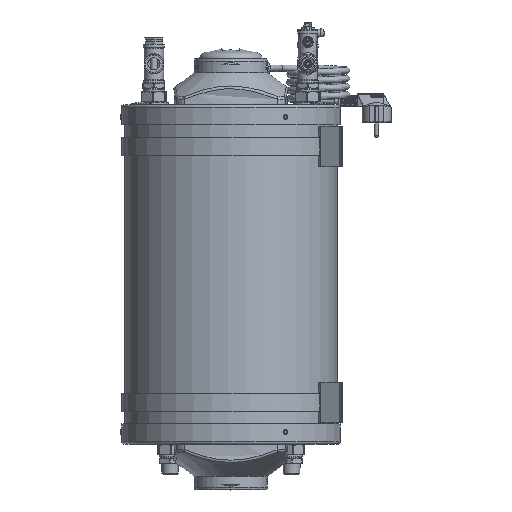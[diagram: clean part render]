
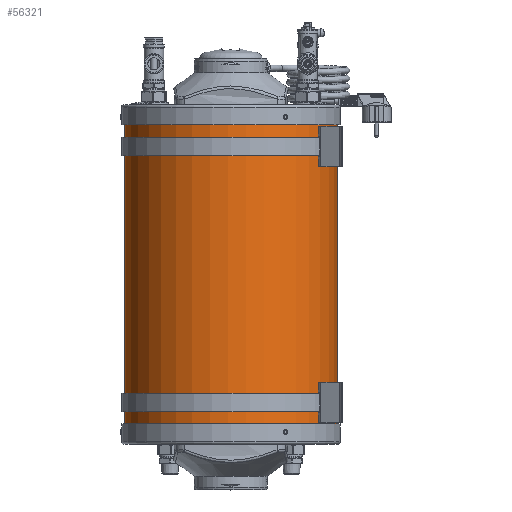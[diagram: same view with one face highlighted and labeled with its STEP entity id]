
A CAD part, left-side view. The second image highlights one B-rep face of the part: STEP entity #56321.
In plain terms, the highlighted cylindrical face has radius 131 mm (diameter 262 mm), a partial arc.
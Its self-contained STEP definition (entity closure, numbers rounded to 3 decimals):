
#3698=CYLINDRICAL_SURFACE('',#60205,131.);
#5022=FACE_OUTER_BOUND('',#8472,.T.);
#8472=EDGE_LOOP('',(#37975,#37976,#37977,#37978));
#12151=CIRCLE('',#60160,131.);
#12152=CIRCLE('',#60162,131.);
#14352=LINE('',#81039,#18843);
#14353=LINE('',#81041,#18844);
#18843=VECTOR('',#65967,1000.);
#18844=VECTOR('',#65970,1000.);
#23319=VERTEX_POINT('',#80913);
#23320=VERTEX_POINT('',#80917);
#23323=VERTEX_POINT('',#80925);
#23324=VERTEX_POINT('',#80929);
#28965=EDGE_CURVE('',#23323,#23319,#12151,.T.);
#28966=EDGE_CURVE('',#23324,#23320,#12152,.T.);
#29023=EDGE_CURVE('',#23323,#23324,#14352,.T.);
#29024=EDGE_CURVE('',#23319,#23320,#14353,.T.);
#37975=ORIENTED_EDGE('',*,*,#28966,.T.);
#37976=ORIENTED_EDGE('',*,*,#29024,.F.);
#37977=ORIENTED_EDGE('',*,*,#28965,.F.);
#37978=ORIENTED_EDGE('',*,*,#29023,.T.);
#56321=ADVANCED_FACE('',(#5022),#3698,.T.);
#60160=AXIS2_PLACEMENT_3D('',#80927,#65834,#65835);
#60162=AXIS2_PLACEMENT_3D('',#80930,#65838,#65839);
#60205=AXIS2_PLACEMENT_3D('',#81040,#65968,#65969);
#65834=DIRECTION('center_axis',(0.,1.,0.));
#65835=DIRECTION('ref_axis',(1.,0.,0.));
#65838=DIRECTION('center_axis',(0.,1.,0.));
#65839=DIRECTION('ref_axis',(1.,0.,0.));
#65967=DIRECTION('',(0.,-1.,0.));
#65968=DIRECTION('center_axis',(0.,-1.,0.));
#65969=DIRECTION('ref_axis',(0.,0.,
1.));
#65970=DIRECTION('',(0.,-1.,0.));
#80913=CARTESIAN_POINT('',(7.691,413.,-130.774));
#80917=CARTESIAN_POINT('',(7.691,0.,-130.774));
#80925=CARTESIAN_POINT('',(-7.691,413.,-130.774));
#80927=CARTESIAN_POINT('Origin',(0.,413.,0.));
#80929=CARTESIAN_POINT('',(-7.691,0.,-130.774));
#80930=CARTESIAN_POINT('Origin',(0.,0.,0.));
#81039=CARTESIAN_POINT('',(-7.691,413.,-130.774));
#81040=CARTESIAN_POINT('Origin',(0.,413.,0.));
#81041=CARTESIAN_POINT('',(7.691,413.,-130.774));
